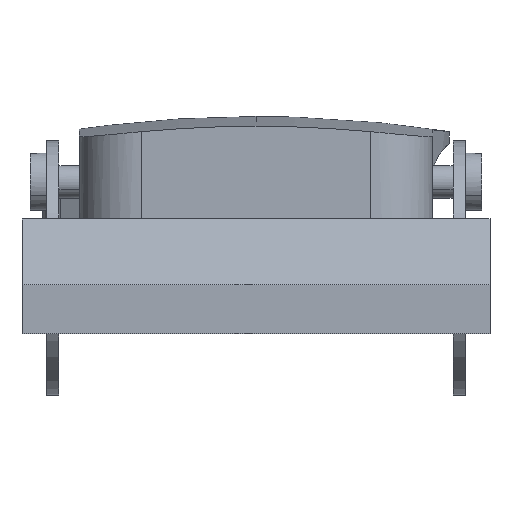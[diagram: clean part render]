
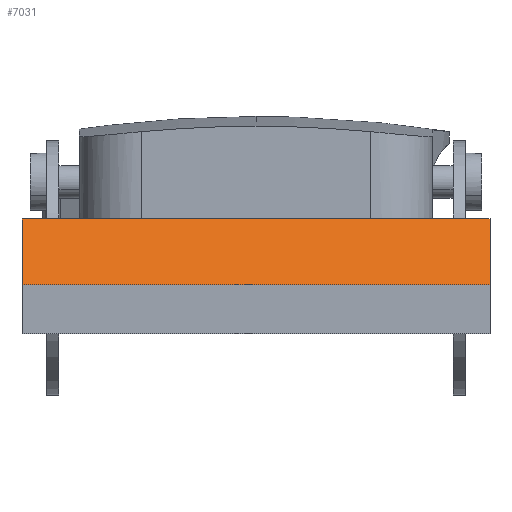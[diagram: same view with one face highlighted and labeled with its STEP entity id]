
A CAD part, front view. The second image highlights one B-rep face of the part: STEP entity #7031.
In plain terms, the highlighted planar face has unit normal (0, -0.707, 0.707).
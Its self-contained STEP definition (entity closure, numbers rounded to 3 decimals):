
#7023=AXIS2_PLACEMENT_3D('Plane Axis2P3D',#7020,#7021,#7022) ;
#6600=CARTESIAN_POINT('Vertex',(0.,8.,21.5)) ;
#6614=CARTESIAN_POINT('Vertex',(0.,0.,13.5)) ;
#6617=CARTESIAN_POINT('Line Origine',(0.,4.,17.5)) ;
#6635=CARTESIAN_POINT('Line Origine',(28.5,8.,21.5)) ;
#6639=CARTESIAN_POINT('Vertex',(57.,8.,21.5)) ;
#6659=CARTESIAN_POINT('Line Origine',(57.,4.,17.5)) ;
#6663=CARTESIAN_POINT('Vertex',(57.,0.,13.5)) ;
#7008=CARTESIAN_POINT('Line Origine',(28.5,0.,13.5)) ;
#7020=CARTESIAN_POINT('Axis2P3D Location',(28.5,8.,21.5)) ;
#6618=DIRECTION('Vector Direction',(0.,-0.707,-0.707)) ;
#6636=DIRECTION('Vector Direction',(-1.,0.,0.)) ;
#6660=DIRECTION('Vector Direction',(0.,-0.707,-0.707)) ;
#7009=DIRECTION('Vector Direction',(-1.,0.,0.)) ;
#7021=DIRECTION('Axis2P3D Direction',(0.,0.707,-0.707)) ;
#7022=DIRECTION('Axis2P3D XDirection',(0.,-0.707,-0.707)) ;
#6619=VECTOR('Line Direction',#6618,1.) ;
#6637=VECTOR('Line Direction',#6636,1.) ;
#6661=VECTOR('Line Direction',#6660,1.) ;
#7010=VECTOR('Line Direction',#7009,1.) ;
#7026=ORIENTED_EDGE('',*,*,#6621,.T.) ;
#7027=ORIENTED_EDGE('',*,*,#7012,.T.) ;
#7028=ORIENTED_EDGE('',*,*,#6665,.F.) ;
#7029=ORIENTED_EDGE('',*,*,#6641,.F.) ;
#7031=ADVANCED_FACE('Hood',(#7030),#7024,.F.) ;
#6621=EDGE_CURVE('',#6601,#6615,#6620,.T.) ;
#6641=EDGE_CURVE('',#6601,#6640,#6638,.F.) ;
#6665=EDGE_CURVE('',#6640,#6664,#6662,.T.) ;
#7012=EDGE_CURVE('',#6615,#6664,#7011,.F.) ;
#7025=EDGE_LOOP('',(#7026,#7027,#7028,#7029)) ;
#7030=FACE_OUTER_BOUND('',#7025,.T.) ;
#6620=LINE('Line',#6617,#6619) ;
#6638=LINE('Line',#6635,#6637) ;
#6662=LINE('Line',#6659,#6661) ;
#7011=LINE('Line',#7008,#7010) ;
#7024=PLANE('',#7023) ;
#6601=VERTEX_POINT('',#6600) ;
#6615=VERTEX_POINT('',#6614) ;
#6640=VERTEX_POINT('',#6639) ;
#6664=VERTEX_POINT('',#6663) ;
